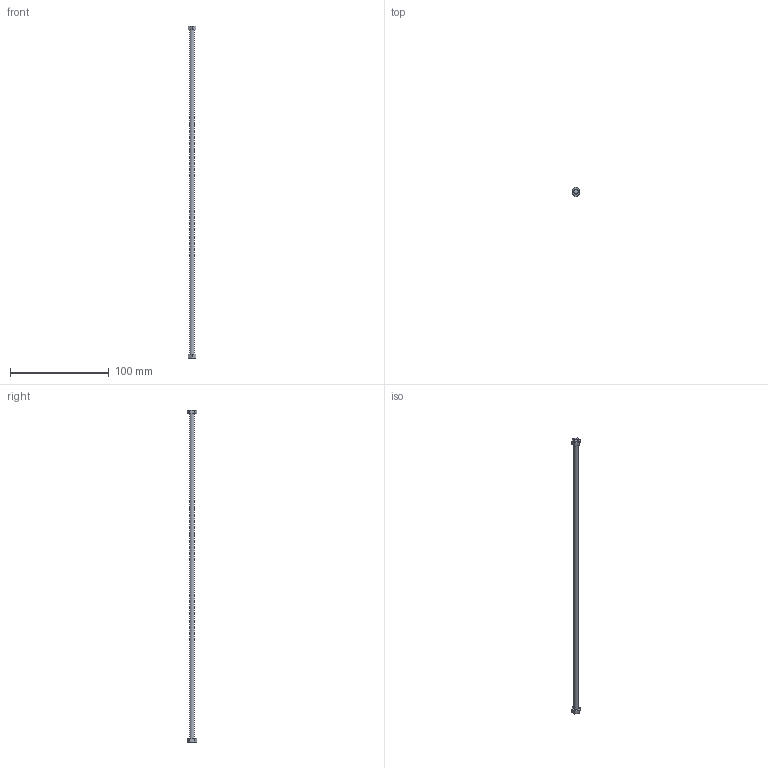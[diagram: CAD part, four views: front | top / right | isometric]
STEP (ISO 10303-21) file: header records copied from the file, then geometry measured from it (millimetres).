
FILE_DESCRIPTION(/* description */ (''),/* implementation_level */ '2;1');
FILE_NAME(/* name */ 'Shaft_v4.step',/* time_stamp */ '2023-05-19T17:33:14+02:00',/* author */ (''),/* organization */ (''),/* preprocessor_version */ 'ST-DEVELOPER v19.2',/* originating_system */ 'Autodesk Translation Framework v12.4.0.73',/* authorisation */ '');
FILE_SCHEMA (('AUTOMOTIVE_DESIGN { 1 0 10303 214 3 1 1 }'));
Length unit declared in the file: millimetre
Products named in the file (3): Shaft; threaded shaft
; Bolt
Assembly tree (3 placements, depth 2):
  Shaft
    threaded shaft

    Bolt  x2
Bounding box: 8 x 9.24 x 337 mm (x, y, z)
Volume: 6688.3 mm3; surface area: 5720 mm2
Topology: 3 solids, 3 shells, 21 faces, 45 edges, 30 vertices
Faces by surface type: plane 18, cylinder 3
Full cylindrical faces by diameter (mm): 4.234 x2, 4.901 x1
Entity records: 409 total; most frequent: DIRECTION 64, CARTESIAN_POINT 58, ORIENTED_EDGE 48, EDGE_CURVE 24, AXIS2_PLACEMENT_3D 22, LINE 20, VECTOR 20, VERTEX_POINT 16
